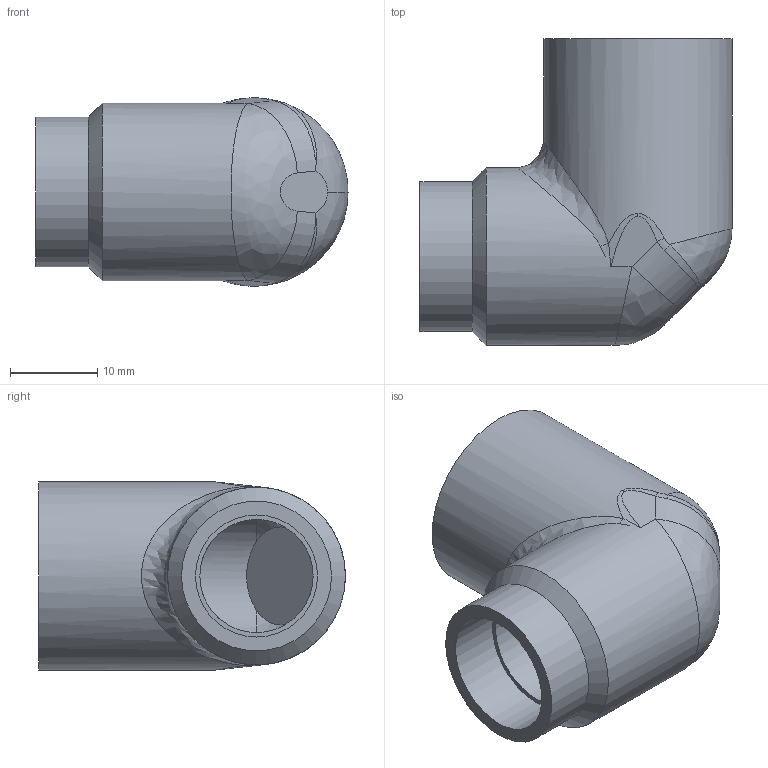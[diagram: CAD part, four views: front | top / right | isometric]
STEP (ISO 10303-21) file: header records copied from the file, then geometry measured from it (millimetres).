
FILE_DESCRIPTION(/* description */ ('Unknown'),/* implementation_level */ '2;1');
FILE_NAME(/* name */ 'R-222-S-DN10',/* time_stamp */ '2023-04-26T17:00:49+08:00',/* author */ ('Unknown'),/* organization */ ('Unknown'),/* preprocessor_version */ 'ST-DEVELOPER v16.7',/* originating_system */ 'DEX',/* authorisation */ $);
FILE_SCHEMA (('AUTOMOTIVE_DESIGN {1 0 10303 214 3 1 1}'));
Length unit declared in the file: millimetre
Products named in the file (2): R-222-S-DN10; R-222-S DN10
Assembly tree (1 placements, depth 2):
  R-222-S-DN10
    R-222-S DN10
Bounding box: 35.8 x 35.2 x 21.6 mm (x, y, z)
Volume: 7936.6 mm3; surface area: 5963.6 mm2
Topology: 1 solids, 1 shells, 43 faces, 119 edges, 75 vertices
Faces by surface type: bspline 19, cylinder 12, plane 8, cone 3, torus 1
Full cylindrical faces by diameter (mm): 13 x1, 14 x1, 15 x4, 17.2 x1, 20.4 x1, 21.6 x1
Entity records: 6151 total; most frequent: CARTESIAN_POINT 5307, ORIENTED_EDGE 202, DIRECTION 113, EDGE_CURVE 101, VERTEX_POINT 74, AXIS2_PLACEMENT_3D 52, EDGE_LOOP 49, FACE_BOUND 49
